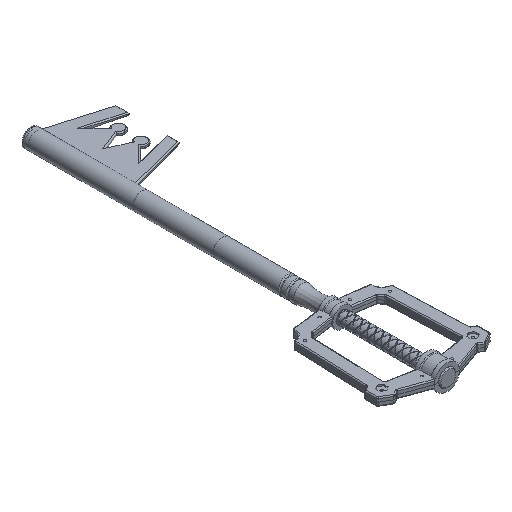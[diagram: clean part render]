
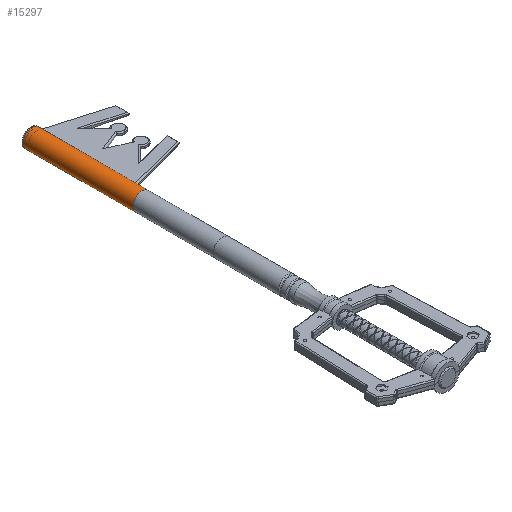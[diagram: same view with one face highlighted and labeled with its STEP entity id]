
A CAD part, isometric view. The second image highlights one B-rep face of the part: STEP entity #15297.
In plain terms, the highlighted cylindrical face has radius 18 mm (diameter 36 mm), a full revolution.
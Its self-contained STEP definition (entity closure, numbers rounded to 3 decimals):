
#1531=ELLIPSE('',#16541,18.635,18.);
#1805=CYLINDRICAL_SURFACE('',#16542,18.);
#2716=FACE_OUTER_BOUND('',#3755,.T.);
#3755=EDGE_LOOP('',(#13740,#13741,#13742,#13743,#13744,#13745,#13746,#13747));
#4204=CIRCLE('',#16527,18.);
#4205=CIRCLE('',#16528,18.);
#4206=CIRCLE('',#16543,18.);
#4957=LINE('',#39483,#5833);
#4963=LINE('',#39498,#5839);
#4973=LINE('',#40128,#5849);
#5833=VECTOR('',#19439,10.);
#5839=VECTOR('',#19453,10.);
#5849=VECTOR('',#19489,18.);
#7194=VERTEX_POINT('',#39480);
#7195=VERTEX_POINT('',#39482);
#7197=VERTEX_POINT('',#39488);
#7198=VERTEX_POINT('',#39490);
#7200=VERTEX_POINT('',#39496);
#7210=VERTEX_POINT('',#40127);
#9376=EDGE_CURVE('',#7195,#7194,#4957,.T.);
#9380=EDGE_CURVE('',#7197,#7198,#4204,.T.);
#9381=EDGE_CURVE('',#7198,#7194,#4205,.T.);
#9384=EDGE_CURVE('',#7197,#7200,#4963,.T.);
#9406=EDGE_CURVE('',#7200,#7195,#1531,.T.);
#9407=EDGE_CURVE('',#7198,#7210,#4973,.T.);
#9408=EDGE_CURVE('',#7210,#7210,#4206,.T.);
#13740=ORIENTED_EDGE('',*,*,#9384,.T.);
#13741=ORIENTED_EDGE('',*,*,#9406,.T.);
#13742=ORIENTED_EDGE('',*,*,#9376,.T.);
#13743=ORIENTED_EDGE('',*,*,#9381,.F.);
#13744=ORIENTED_EDGE('',*,*,#9407,.T.);
#13745=ORIENTED_EDGE('',*,*,#9408,.T.);
#13746=ORIENTED_EDGE('',*,*,#9407,.F.);
#13747=ORIENTED_EDGE('',*,*,#9380,.F.);
#15297=ADVANCED_FACE('',(#2716),#1805,.T.);
#16527=AXIS2_PLACEMENT_3D('',#39491,#19445,#19446);
#16528=AXIS2_PLACEMENT_3D('',#39492,#19447,#19448);
#16541=AXIS2_PLACEMENT_3D('',#40125,#19485,#19486);
#16542=AXIS2_PLACEMENT_3D('',#40126,#19487,#19488);
#16543=AXIS2_PLACEMENT_3D('',#40129,#19490,#19491);
#19439=DIRECTION('',(0.,1.,0.));
#19445=DIRECTION('center_axis',(0.,1.,0.));
#19446=DIRECTION('ref_axis',(1.,0.,0.));
#19447=DIRECTION('center_axis',(0.,1.,0.));
#19448=DIRECTION('ref_axis',(1.,0.,0.));
#19453=DIRECTION('',(0.,-1.,0.));
#19485=DIRECTION('center_axis',(0.259,-0.966,0.));
#19486=DIRECTION('ref_axis',(0.966,0.259,0.));
#19487=DIRECTION('center_axis',(0.,1.,0.));
#19488=DIRECTION('ref_axis',(1.,0.,0.));
#19489=DIRECTION('',(0.,-1.,0.));
#19490=DIRECTION('center_axis',(0.,1.,0.));
#19491=DIRECTION('ref_axis',(1.,0.,0.));
#39480=CARTESIAN_POINT('',(17.202,828.,5.3));
#39482=CARTESIAN_POINT('',(17.202,637.857,5.3));
#39483=CARTESIAN_POINT('',(17.202,608.,5.3));
#39488=CARTESIAN_POINT('',(17.202,828.,-5.3));
#39490=CARTESIAN_POINT('',(-18.,828.,0.));
#39491=CARTESIAN_POINT('Origin',(0.,828.,0.));
#39492=CARTESIAN_POINT('Origin',(0.,828.,0.));
#39496=CARTESIAN_POINT('',(17.202,637.857,-5.3));
#39498=CARTESIAN_POINT('',(17.202,608.,-5.3));
#40125=CARTESIAN_POINT('Origin',(0.,633.248,0.));
#40126=CARTESIAN_POINT('Origin',(0.,608.,0.));
#40127=CARTESIAN_POINT('',(-18.,608.,0.));
#40128=CARTESIAN_POINT('',(-18.,608.,0.));
#40129=CARTESIAN_POINT('Origin',(0.,608.,0.));
